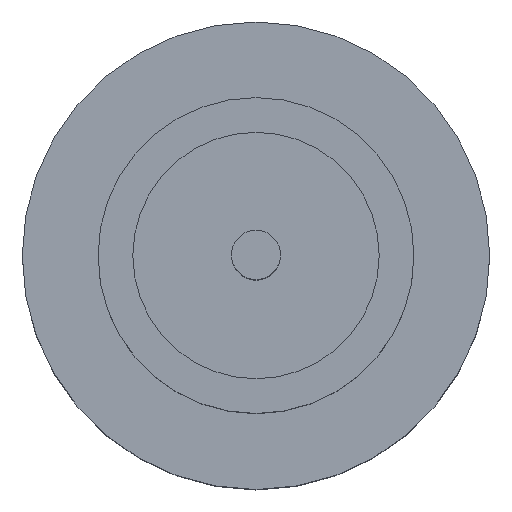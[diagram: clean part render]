
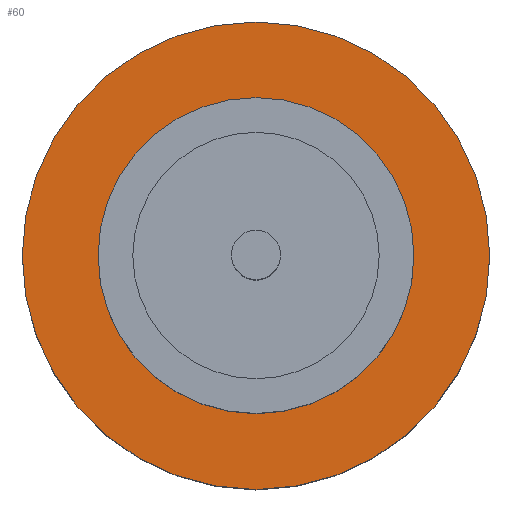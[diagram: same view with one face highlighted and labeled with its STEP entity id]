
A CAD part, top view. The second image highlights one B-rep face of the part: STEP entity #60.
In plain terms, the highlighted planar face has unit normal (0, 0, 1).
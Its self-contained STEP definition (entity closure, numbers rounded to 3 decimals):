
#18 = CARTESIAN_POINT ( 'NONE',  ( 1.85, 0., 1.55 ) ) ;
#32 = ORIENTED_EDGE ( 'NONE', *, *, #390, .F. ) ;
#60 = ADVANCED_FACE ( 'NONE', ( #481, #385 ), #730, .T. ) ;
#68 = CARTESIAN_POINT ( 'NONE',  ( 0., 0., 1.55 ) ) ;
#70 = CARTESIAN_POINT ( 'NONE',  ( 0., 0., 1.55 ) ) ;
#71 = DIRECTION ( 'NONE',  ( 0., 0., 1. ) ) ;
#86 = CARTESIAN_POINT ( 'NONE',  ( 1.25, 0., 1.55 ) ) ;
#123 = DIRECTION ( 'NONE',  ( 1., 0., 0. ) ) ;
#155 = AXIS2_PLACEMENT_3D ( 'NONE', #70, #431, #486 ) ;
#173 = CARTESIAN_POINT ( 'NONE',  ( -1.85, 0., 1.55 ) ) ;
#179 = CIRCLE ( 'NONE', #155, 1.25 ) ;
#183 = EDGE_CURVE ( 'NONE', #270, #639, #394, .T. ) ;
#199 = VERTEX_POINT ( 'NONE', #173 ) ;
#237 = EDGE_CURVE ( 'NONE', #199, #571, #576, .T. ) ;
#266 = CIRCLE ( 'NONE', #716, 1.85 ) ;
#270 = VERTEX_POINT ( 'NONE', #583 ) ;
#273 = DIRECTION ( 'NONE',  ( 0., 0., 1. ) ) ;
#341 = CARTESIAN_POINT ( 'NONE',  ( 0., 0., 1.55 ) ) ;
#375 = DIRECTION ( 'NONE',  ( 0., 0., 1. ) ) ;
#385 = FACE_OUTER_BOUND ( 'NONE', #462, .T. ) ;
#390 = EDGE_CURVE ( 'NONE', #639, #270, #179, .T. ) ;
#394 = CIRCLE ( 'NONE', #630, 1.25 ) ;
#407 = ORIENTED_EDGE ( 'NONE', *, *, #183, .F. ) ;
#431 = DIRECTION ( 'NONE',  ( 0., 0., 1. ) ) ;
#452 = ORIENTED_EDGE ( 'NONE', *, *, #519, .T. ) ;
#462 = EDGE_LOOP ( 'NONE', ( #554, #452 ) ) ;
#481 = FACE_BOUND ( 'NONE', #686, .T. ) ;
#486 = DIRECTION ( 'NONE',  ( 1., 0., 0. ) ) ;
#510 = AXIS2_PLACEMENT_3D ( 'NONE', #68, #71, #529 ) ;
#519 = EDGE_CURVE ( 'NONE', #571, #199, #266, .T. ) ;
#529 = DIRECTION ( 'NONE',  ( 1., 0., 0. ) ) ;
#554 = ORIENTED_EDGE ( 'NONE', *, *, #237, .T. ) ;
#571 = VERTEX_POINT ( 'NONE', #18 ) ;
#576 = CIRCLE ( 'NONE', #510, 1.85 ) ;
#583 = CARTESIAN_POINT ( 'NONE',  ( -1.25, 0., 1.55 ) ) ;
#602 = DIRECTION ( 'NONE',  ( 1., 0., 0. ) ) ;
#615 = DIRECTION ( 'NONE',  ( 1., 0., 0. ) ) ;
#630 = AXIS2_PLACEMENT_3D ( 'NONE', #746, #751, #123 ) ;
#639 = VERTEX_POINT ( 'NONE', #86 ) ;
#686 = EDGE_LOOP ( 'NONE', ( #32, #407 ) ) ;
#711 = CARTESIAN_POINT ( 'NONE',  ( 0., 0., 1.55 ) ) ;
#716 = AXIS2_PLACEMENT_3D ( 'NONE', #711, #375, #602 ) ;
#730 = PLANE ( 'NONE',  #749 ) ;
#746 = CARTESIAN_POINT ( 'NONE',  ( 0., 0., 1.55 ) ) ;
#749 = AXIS2_PLACEMENT_3D ( 'NONE', #341, #273, #615 ) ;
#751 = DIRECTION ( 'NONE',  ( 0., 0., 1. ) ) ;
